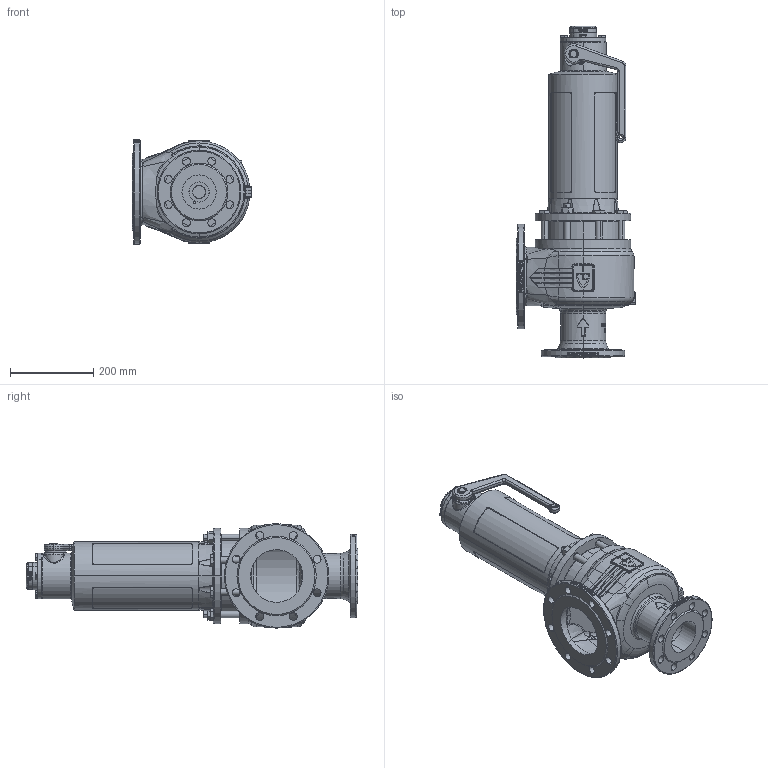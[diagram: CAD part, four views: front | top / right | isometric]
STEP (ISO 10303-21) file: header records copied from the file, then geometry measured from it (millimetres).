
FILE_DESCRIPTION (( 'STEP AP214' ), '1' );
FILE_NAME ('355TBGFL_80_FLFL_80125_MD.STEP', '2020-07-28T06:21:53', ( '' ), ( '' ), 'SwSTEP 2.0', 'SolidWorks 2020', '' );
FILE_SCHEMA (( 'AUTOMOTIVE_DESIGN' ));
Length unit declared in the file: millimetre
Products named in the file (1): 355TBGFL_80_FLFL_80125_MD
Bounding box: 286 x 795.4 x 250 mm (x, y, z)
Volume: 6021761.2 mm3; surface area: 1313016.8 mm2
Topology: 27 solids, 27 shells, 3089 faces, 7757 edges, 4900 vertices
Faces by surface type: plane 1115, bspline 864, cylinder 639, cone 291, torus 162, sphere 18
Entity records: 240828 total; most frequent: CARTESIAN_POINT 139270, ORIENTED_EDGE 15376, DIRECTION 11914, EDGE_CURVE 7688, VERTEX_POINT 4900, AXIS2_PLACEMENT_3D 4733, EDGE_LOOP 3442, ADVANCED_FACE 3089
